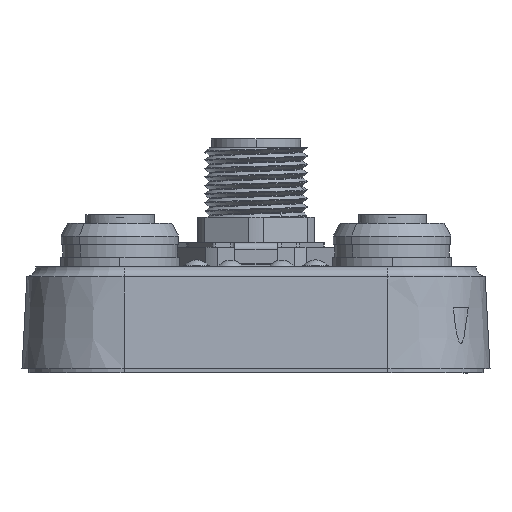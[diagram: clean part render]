
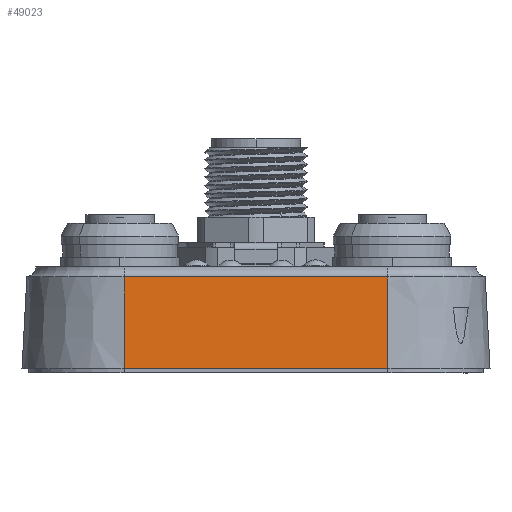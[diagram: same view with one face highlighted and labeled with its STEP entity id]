
A CAD part, front view. The second image highlights one B-rep face of the part: STEP entity #49023.
In plain terms, the highlighted planar face has unit normal (0, -0.999, 0.052).
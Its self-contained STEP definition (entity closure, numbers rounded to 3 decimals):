
#1110=DIRECTION('',(-1.,0.,0.));
#1111=VECTOR('',#1110,31.);
#1112=CARTESIAN_POINT('',(-504.5,-302.5,0.));
#1113=LINE('',#1112,#1111);
#15487=DIRECTION('',(1.,0.,0.));
#15488=VECTOR('',#15487,31.);
#15489=CARTESIAN_POINT('',(-535.5,-301.934,
10.8));
#15490=LINE('',#15489,#15488);
#15635=DIRECTION('',(0.,0.052,0.999));
#15636=VECTOR('',#15635,0.801);
#15637=CARTESIAN_POINT('',(-504.5,-301.976,10.));
#15638=LINE('',#15637,#15636);
#15639=DIRECTION('',(0.,0.052,0.999));
#15640=VECTOR('',#15639,10.014);
#15641=CARTESIAN_POINT('',(-504.5,-302.5,0.));
#15642=LINE('',#15641,#15640);
#15643=DIRECTION('',(0.,-0.052,-0.999));
#15644=VECTOR('',#15643,10.815);
#15645=CARTESIAN_POINT('',(-535.5,-301.934,
10.8));
#15646=LINE('',#15645,#15644);
#23016=CARTESIAN_POINT('',(-504.5,-302.5,0.));
#23017=VERTEX_POINT('',#23016);
#23018=CARTESIAN_POINT('',(-535.5,-302.5,0.));
#23019=VERTEX_POINT('',#23018);
#24001=CARTESIAN_POINT('',(-504.5,-301.976,10.));
#24002=CARTESIAN_POINT('',(-504.5,-301.934,
10.8));
#24003=VERTEX_POINT('',#24001);
#24004=VERTEX_POINT('',#24002);
#24005=CARTESIAN_POINT('',(-535.5,-301.934,
10.8));
#24006=VERTEX_POINT('',#24005);
#49011=CARTESIAN_POINT('',(-520.,-302.5,0.));
#49012=DIRECTION('',(0.,-0.999,0.052));
#49013=DIRECTION('',(1.,0.,0.));
#49014=AXIS2_PLACEMENT_3D('',#49011,#49012,#49013);
#49015=PLANE('',#49014);
#49016=ORIENTED_EDGE('',*,*,#48870,.F.);
#49017=ORIENTED_EDGE('',*,*,#48868,.F.);
#49018=ORIENTED_EDGE('',*,*,#29770,.T.);
#49019=ORIENTED_EDGE('',*,*,#48810,.F.);
#49020=ORIENTED_EDGE('',*,*,#48838,.T.);
#49021=EDGE_LOOP('',(#49016,#49017,#49018,#49019,#49020));
#49022=FACE_OUTER_BOUND('',#49021,.F.);
#49023=ADVANCED_FACE('',(#49022),#49015,.T.);
#29770=EDGE_CURVE('',#23017,#23019,#1113,.T.);
#48810=EDGE_CURVE('',#24006,#23019,#15646,.T.);
#48838=EDGE_CURVE('',#24006,#24004,#15490,.T.);
#48868=EDGE_CURVE('',#23017,#24003,#15642,.T.);
#48870=EDGE_CURVE('',#24003,#24004,#15638,.T.);
